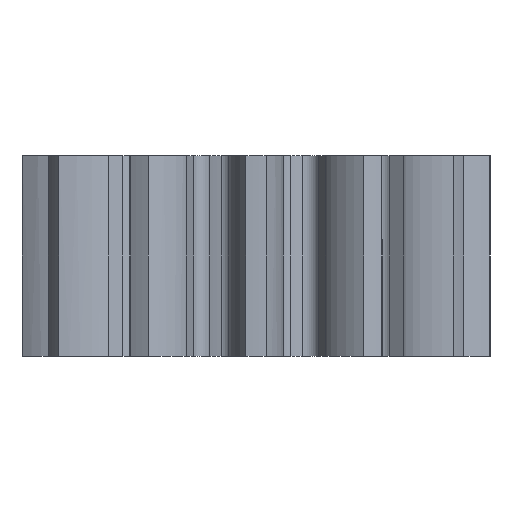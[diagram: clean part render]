
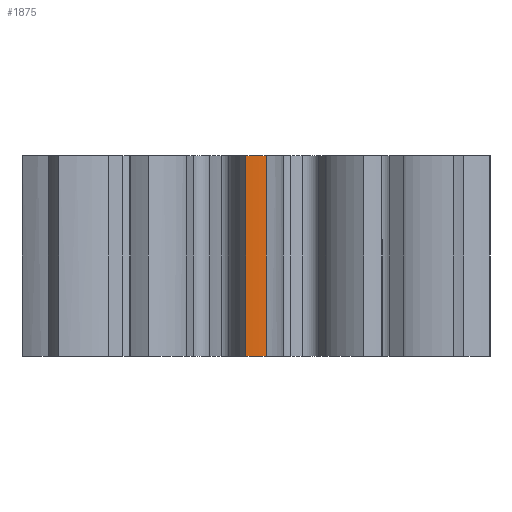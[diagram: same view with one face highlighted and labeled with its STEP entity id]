
A CAD part, front view. The second image highlights one B-rep face of the part: STEP entity #1875.
In plain terms, the highlighted cylindrical face has radius 3.5 mm (diameter 7 mm), a partial arc.
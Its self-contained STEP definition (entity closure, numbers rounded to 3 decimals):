
#171=FACE_OUTER_BOUND('',#270,.T.);
#270=EDGE_LOOP('',(#1400,#1401,#1402,#1403));
#434=LINE('',#4466,#579);
#435=LINE('',#4472,#580);
#579=VECTOR('',#2424,10.);
#580=VECTOR('',#2431,10.);
#659=CIRCLE('',#2035,3.5);
#660=CIRCLE('',#2036,3.5);
#849=VERTEX_POINT('',#4314);
#850=VERTEX_POINT('',#4390);
#851=VERTEX_POINT('',#4468);
#852=VERTEX_POINT('',#4470);
#1076=EDGE_CURVE('',#849,#850,#434,.T.);
#1077=EDGE_CURVE('',#851,#849,#659,.T.);
#1078=EDGE_CURVE('',#852,#850,#660,.T.);
#1079=EDGE_CURVE('',#851,#852,#435,.T.);
#1400=ORIENTED_EDGE('',*,*,#1077,.T.);
#1401=ORIENTED_EDGE('',*,*,#1076,.T.);
#1402=ORIENTED_EDGE('',*,*,#1078,.F.);
#1403=ORIENTED_EDGE('',*,*,#1079,.F.);
#1799=CYLINDRICAL_SURFACE('',#2034,3.5);
#1875=ADVANCED_FACE('',(#171),#1799,.T.);
#2034=AXIS2_PLACEMENT_3D('',#4467,#2425,#2426);
#2035=AXIS2_PLACEMENT_3D('',#4469,#2427,#2428);
#2036=AXIS2_PLACEMENT_3D('',#4471,#2429,#2430);
#2424=DIRECTION('',(0.,0.,1.));
#2425=DIRECTION('center_axis',(0.,0.,1.));
#2426=DIRECTION('ref_axis',(-0.044,-0.999,0.));
#2427=DIRECTION('center_axis',(0.,0.,1.));
#2428=DIRECTION('ref_axis',(-0.044,-0.999,0.));
#2429=DIRECTION('center_axis',(0.,0.,1.));
#2430=DIRECTION('ref_axis',(-0.044,-0.999,0.));
#2431=DIRECTION('',(0.,0.,1.));
#4314=CARTESIAN_POINT('',(0.155,-3.497,0.));
#4390=CARTESIAN_POINT('',(0.155,-3.497,3.));
#4466=CARTESIAN_POINT('',(0.155,-3.497,0.));
#4467=CARTESIAN_POINT('Origin',(0.,0.,
0.));
#4468=CARTESIAN_POINT('',(-0.155,-3.497,0.));
#4469=CARTESIAN_POINT('Origin',(0.,0.,
0.));
#4470=CARTESIAN_POINT('',(-0.155,-3.497,3.));
#4471=CARTESIAN_POINT('Origin',(0.,0.,
3.));
#4472=CARTESIAN_POINT('',(-0.155,-3.497,0.));
